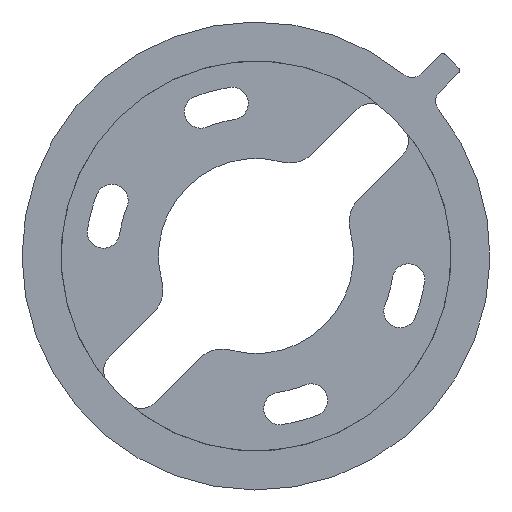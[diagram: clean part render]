
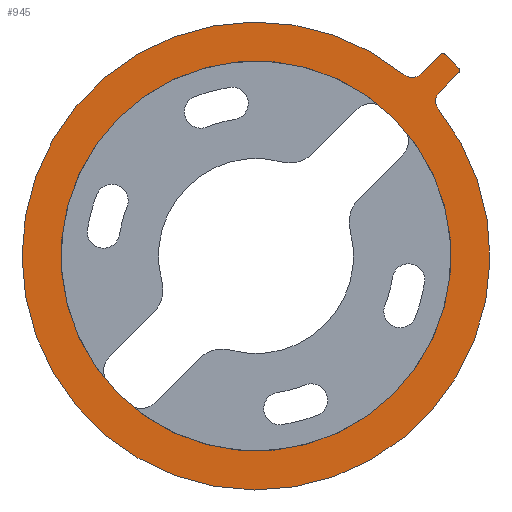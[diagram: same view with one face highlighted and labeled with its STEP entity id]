
A CAD part, left-side view. The second image highlights one B-rep face of the part: STEP entity #945.
In plain terms, the highlighted planar face has unit normal (-1, 0, 0).
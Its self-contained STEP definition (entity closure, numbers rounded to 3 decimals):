
#65=FACE_BOUND('',#296,.T.);
#114=LINE('',#1773,#173);
#115=LINE('',#1777,#174);
#116=LINE('',#1781,#175);
#173=VECTOR('',#1373,10.);
#174=VECTOR('',#1376,10.);
#175=VECTOR('',#1379,10.);
#192=PLANE('',#1081);
#236=FACE_OUTER_BOUND('',#295,.T.);
#295=EDGE_LOOP('',(#862,#863,#864,#865,#866,#867,#868,#869));
#296=EDGE_LOOP('',(#870));
#377=CIRCLE('',#1080,30.);
#378=CIRCLE('',#1082,0.5);
#379=CIRCLE('',#1083,0.5);
#380=CIRCLE('',#1084,2.);
#381=CIRCLE('',#1085,36.);
#382=CIRCLE('',#1086,2.);
#468=VERTEX_POINT('',#1767);
#469=VERTEX_POINT('',#1771);
#470=VERTEX_POINT('',#1772);
#471=VERTEX_POINT('',#1774);
#472=VERTEX_POINT('',#1776);
#473=VERTEX_POINT('',#1778);
#474=VERTEX_POINT('',#1780);
#475=VERTEX_POINT('',#1782);
#476=VERTEX_POINT('',#1784);
#601=EDGE_CURVE('',#468,#468,#377,.F.);
#603=EDGE_CURVE('',#469,#470,#114,.T.);
#604=EDGE_CURVE('',#471,#470,#378,.T.);
#605=EDGE_CURVE('',#471,#472,#115,.F.);
#606=EDGE_CURVE('',#473,#472,#379,.T.);
#607=EDGE_CURVE('',#473,#474,#116,.T.);
#608=EDGE_CURVE('',#475,#474,#380,.T.);
#609=EDGE_CURVE('',#475,#476,#381,.F.);
#610=EDGE_CURVE('',#469,#476,#382,.T.);
#862=ORIENTED_EDGE('',*,*,#603,.T.);
#863=ORIENTED_EDGE('',*,*,#604,.F.);
#864=ORIENTED_EDGE('',*,*,#605,.T.);
#865=ORIENTED_EDGE('',*,*,#606,.F.);
#866=ORIENTED_EDGE('',*,*,#607,.T.);
#867=ORIENTED_EDGE('',*,*,#608,.F.);
#868=ORIENTED_EDGE('',*,*,#609,.T.);
#869=ORIENTED_EDGE('',*,*,#610,.F.);
#870=ORIENTED_EDGE('',*,*,#601,.T.);
#945=ADVANCED_FACE('',(#236,#65),#192,.F.);
#1080=AXIS2_PLACEMENT_3D('',#1768,#1368,#1369);
#1081=AXIS2_PLACEMENT_3D('',#1770,#1371,#1372);
#1082=AXIS2_PLACEMENT_3D('',#1775,#1374,#1375);
#1083=AXIS2_PLACEMENT_3D('',#1779,#1377,#1378);
#1084=AXIS2_PLACEMENT_3D('',#1783,#1380,#1381);
#1085=AXIS2_PLACEMENT_3D('',#1785,#1382,#1383);
#1086=AXIS2_PLACEMENT_3D('',#1786,#1384,#1385);
#1368=DIRECTION('center_axis',(-1.,0.,0.));
#1369=DIRECTION('ref_axis',(0.,-0.707,-0.707));
#1371=DIRECTION('center_axis',(1.,0.,0.));
#1372=DIRECTION('ref_axis',(0.,0.707,0.707));
#1373=DIRECTION('',(0.,-0.707,0.707));
#1374=DIRECTION('center_axis',(1.,0.,0.));
#1375=DIRECTION('ref_axis',(0.,-1.,0.));
#1376=DIRECTION('',(0.,-0.707,-0.707));
#1377=DIRECTION('center_axis',(1.,0.,0.));
#1378=DIRECTION('ref_axis',(0.,0.,
1.));
#1379=DIRECTION('',(0.,0.707,-0.707));
#1380=DIRECTION('center_axis',(-1.,0.,0.));
#1381=DIRECTION('ref_axis',(0.,-0.051,-0.999));
#1382=DIRECTION('center_axis',(1.,0.,0.));
#1383=DIRECTION('ref_axis',(0.,0.707,0.707));
#1384=DIRECTION('center_axis',(-1.,0.,0.));
#1385=DIRECTION('ref_axis',(0.,0.999,0.054));
#1767=CARTESIAN_POINT('',(36.089,21.345,140.191));
#1768=CARTESIAN_POINT('Origin',(36.089,0.132,118.978));
#1770=CARTESIAN_POINT('Origin',(36.089,-3.934,123.044));
#1771=CARTESIAN_POINT('',(36.089,-28.086,144.181));
#1772=CARTESIAN_POINT('',(36.089,-31.074,147.169));
#1773=CARTESIAN_POINT('',(36.089,-17.02,133.115));
#1774=CARTESIAN_POINT('',(36.089,-31.074,147.876));
#1775=CARTESIAN_POINT('Origin',(36.089,-30.72,147.522));
#1776=CARTESIAN_POINT('',(36.089,-28.952,149.997));
#1777=CARTESIAN_POINT('',(36.089,-29.259,149.69));
#1778=CARTESIAN_POINT('',(36.089,-28.245,149.997));
#1779=CARTESIAN_POINT('Origin',(36.089,-28.599,149.644));
#1780=CARTESIAN_POINT('',(36.089,-25.278,147.029));
#1781=CARTESIAN_POINT('',(36.089,-12.406,134.157));
#1782=CARTESIAN_POINT('',(36.089,-22.6,146.893));
#1783=CARTESIAN_POINT('Origin',(36.089,-23.863,148.444));
#1784=CARTESIAN_POINT('',(36.089,-27.941,141.515));
#1785=CARTESIAN_POINT('Origin',(36.089,0.132,118.978));
#1786=CARTESIAN_POINT('Origin',(36.089,-29.5,142.767));
